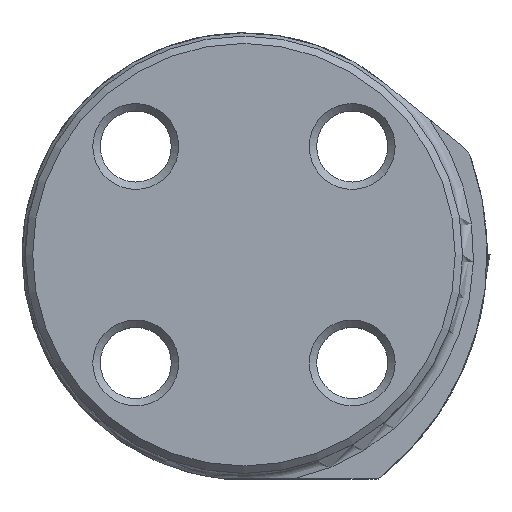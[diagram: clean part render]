
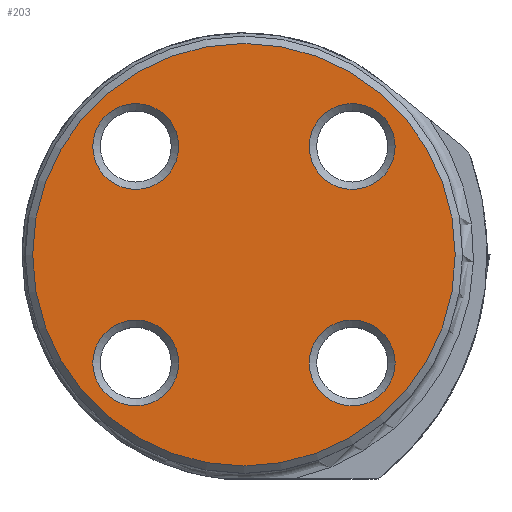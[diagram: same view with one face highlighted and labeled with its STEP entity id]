
A CAD part, top view. The second image highlights one B-rep face of the part: STEP entity #203.
In plain terms, the highlighted planar face has unit normal (0, 0, 1).
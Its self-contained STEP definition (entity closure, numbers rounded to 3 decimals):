
#123=FACE_BOUND('',#359,.T.);
#124=FACE_BOUND('',#360,.T.);
#125=FACE_BOUND('',#361,.T.);
#126=FACE_BOUND('',#362,.T.);
#127=FACE_BOUND('',#363,.T.);
#162=PLANE('',#1569);
#203=ADVANCED_FACE('',(#123,#124,#125,#126,#127),#162,.F.);
#359=EDGE_LOOP('',(#784));
#360=EDGE_LOOP('',(#785));
#361=EDGE_LOOP('',(#786));
#362=EDGE_LOOP('',(#787));
#363=EDGE_LOOP('',(#788));
#553=CIRCLE('',#1563,19.325);
#554=CIRCLE('',#1565,3.925);
#555=CIRCLE('',#1566,3.925);
#556=CIRCLE('',#1567,3.925);
#557=CIRCLE('',#1568,3.925);
#784=ORIENTED_EDGE('',*,*,#1301,.F.);
#785=ORIENTED_EDGE('',*,*,#1302,.T.);
#786=ORIENTED_EDGE('',*,*,#1303,.T.);
#787=ORIENTED_EDGE('',*,*,#1304,.F.);
#788=ORIENTED_EDGE('',*,*,#1300,.F.);
#1131=VERTEX_POINT('',#3516);
#1132=VERTEX_POINT('',#3519);
#1133=VERTEX_POINT('',#3521);
#1134=VERTEX_POINT('',#3523);
#1135=VERTEX_POINT('',#3525);
#1300=EDGE_CURVE('',#1131,#1131,#553,.T.);
#1301=EDGE_CURVE('',#1132,#1132,#554,.T.);
#1302=EDGE_CURVE('',#1133,#1133,#555,.T.);
#1303=EDGE_CURVE('',#1134,#1134,#556,.T.);
#1304=EDGE_CURVE('',#1135,#1135,#557,.T.);
#1563=AXIS2_PLACEMENT_3D('',#3515,#1748,#1749);
#1565=AXIS2_PLACEMENT_3D('',#3518,#1752,#1753);
#1566=AXIS2_PLACEMENT_3D('',#3520,#1754,#1755);
#1567=AXIS2_PLACEMENT_3D('',#3522,#1756,#1757);
#1568=AXIS2_PLACEMENT_3D('',#3524,#1758,#1759);
#1569=AXIS2_PLACEMENT_3D('',#3526,#1760,#1761);
#1748=DIRECTION('',(0.,0.,-1.));
#1749=DIRECTION('',(1.,0.,0.));
#1752=DIRECTION('',(0.,0.,1.));
#1753=DIRECTION('',(1.,0.,0.));
#1754=DIRECTION('',(0.,0.,-1.));
#1755=DIRECTION('',(1.,0.,0.));
#1756=DIRECTION('',(0.,0.,-1.));
#1757=DIRECTION('',(1.,0.,0.));
#1758=DIRECTION('',(0.,0.,1.));
#1759=DIRECTION('',(1.,0.,0.));
#1760=DIRECTION('',(0.,0.,-1.));
#1761=DIRECTION('',(1.,0.,0.));
#3515=CARTESIAN_POINT('',(0.,0.,0.));
#3516=CARTESIAN_POINT('',(19.325,0.,0.));
#3518=CARTESIAN_POINT('',(-9.899,-9.899,0.));
#3519=CARTESIAN_POINT('',(-5.974,-9.899,0.));
#3520=CARTESIAN_POINT('',(-9.899,9.899,0.));
#3521=CARTESIAN_POINT('',(-5.974,9.899,0.));
#3522=CARTESIAN_POINT('',(9.899,-9.899,0.));
#3523=CARTESIAN_POINT('',(13.824,-9.899,0.));
#3524=CARTESIAN_POINT('',(9.899,9.899,0.));
#3525=CARTESIAN_POINT('',(13.824,9.899,0.));
#3526=CARTESIAN_POINT('',(0.,0.,0.));
